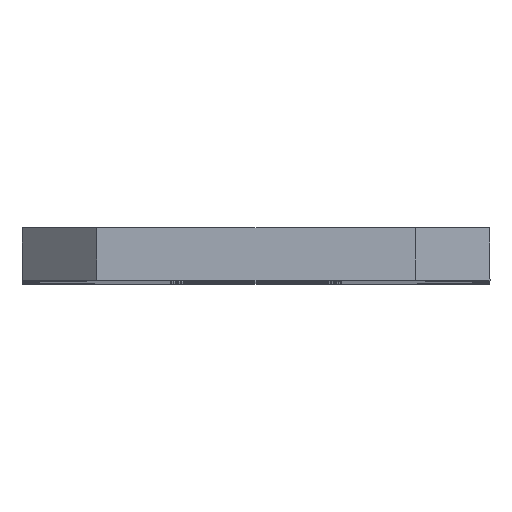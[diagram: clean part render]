
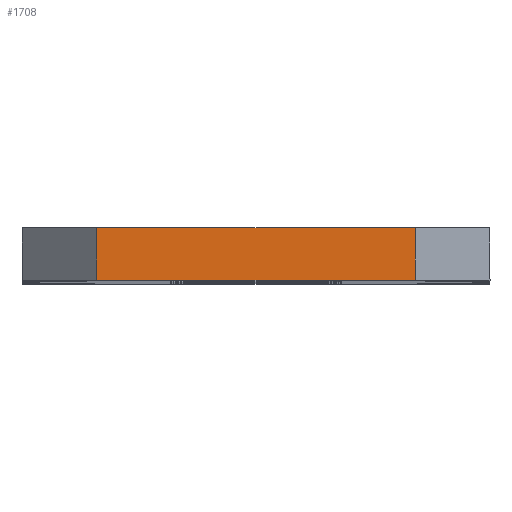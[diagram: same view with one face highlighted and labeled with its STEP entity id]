
A CAD part, top view. The second image highlights one B-rep face of the part: STEP entity #1708.
In plain terms, the highlighted planar face has unit normal (0, 0, 1).
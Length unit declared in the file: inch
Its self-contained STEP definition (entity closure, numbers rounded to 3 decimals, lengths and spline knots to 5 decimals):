
#202=FACE_OUTER_BOUND('',#296,.T.);
#296=EDGE_LOOP('',(#1549,#1550,#1551,#1552));
#322=LINE('',#2422,#508);
#374=LINE('',#2588,#560);
#430=LINE('',#2737,#616);
#478=LINE('',#2823,#664);
#508=VECTOR('',#1919,0.34);
#560=VECTOR('',#2037,0.34);
#616=VECTOR('',#2163,0.056);
#664=VECTOR('',#2287,0.056);
#698=VERTEX_POINT('',#2419);
#699=VERTEX_POINT('',#2421);
#779=VERTEX_POINT('',#2585);
#780=VERTEX_POINT('',#2587);
#863=EDGE_CURVE('',#699,#698,#322,.T.);
#946=EDGE_CURVE('',#779,#780,#374,.T.);
#1026=EDGE_CURVE('',#779,#699,#430,.T.);
#1074=EDGE_CURVE('',#698,#780,#478,.T.);
#1549=ORIENTED_EDGE('',*,*,#863,.T.);
#1550=ORIENTED_EDGE('',*,*,#1074,.T.);
#1551=ORIENTED_EDGE('',*,*,#946,.F.);
#1552=ORIENTED_EDGE('',*,*,#1026,.T.);
#1626=PLANE('',#1872);
#1708=ADVANCED_FACE('',(#202),#1626,.F.);
#1872=AXIS2_PLACEMENT_3D('',#2857,#2345,#2346);
#1919=DIRECTION('',(1.,0.,0.));
#2037=DIRECTION('',(1.,0.,0.));
#2163=DIRECTION('',(0.,-1.,0.));
#2287=DIRECTION('',(0.,1.,0.));
#2345=DIRECTION('center_axis',(0.,0.,-1.));
#2346=DIRECTION('ref_axis',(-1.,0.,0.));
#2419=CARTESIAN_POINT('',(0.42,0.,0.));
#2421=CARTESIAN_POINT('',(0.08,0.,0.));
#2422=CARTESIAN_POINT('',(0.08,0.,0.));
#2585=CARTESIAN_POINT('',(0.08,0.056,0.));
#2587=CARTESIAN_POINT('',(0.42,0.056,0.));
#2588=CARTESIAN_POINT('',(0.08,0.056,0.));
#2737=CARTESIAN_POINT('',(0.08,0.056,0.));
#2823=CARTESIAN_POINT('',(0.42,0.,0.));
#2857=CARTESIAN_POINT('Origin',(0.,0.056,0.));
